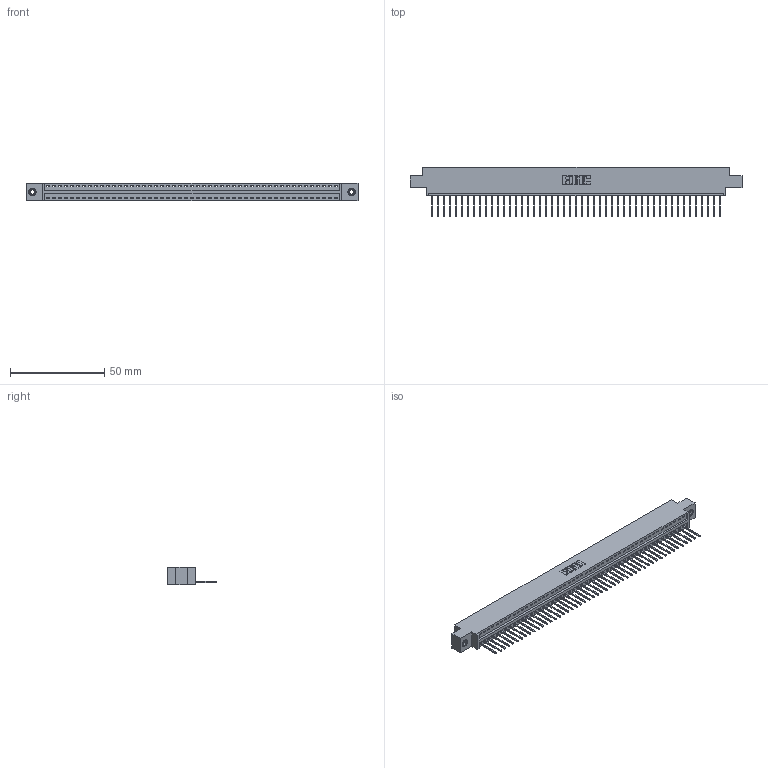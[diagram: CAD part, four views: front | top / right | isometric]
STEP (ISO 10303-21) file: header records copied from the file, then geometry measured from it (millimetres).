
FILE_DESCRIPTION (( 'STEP AP203' ), '1' );
FILE_NAME ('396-049-522-608.STEP', '2018-09-08T01:57:20', ( '' ), ( '' ), 'SwSTEP 2.0', 'SolidWorks 2016', '' );
FILE_SCHEMA (( 'CONFIG_CONTROL_DESIGN' ));
Length unit declared in the file: inch
Products named in the file (4): 346 Part_0.170 Offset - 0.156 Dia-TI; 345-292-001_345-293-122; 345-250-001_345-250-003-102; 396-049-522-608
Assembly tree (52 placements, depth 2):
  396-049-522-608
    346 Part_0.170 Offset - 0.156 Dia-TI
    345-292-001_345-293-122  x49
    345-250-001_345-250-003-102  x2
Bounding box: 176.15 x 26.42 x 9.4 mm (x, y, z)
Volume: 16754.6 mm3; surface area: 21379.1 mm2
Topology: 52 solids, 52 shells, 3028 faces, 9101 edges, 5994 vertices
Faces by surface type: plane 2072, cylinder 940, cone 12, torus 4
Entity records: 30804 total; most frequent: CARTESIAN_POINT 5262, ORIENTED_EDGE 5238, DIRECTION 4659, EDGE_CURVE 2619, VECTOR 2271, LINE 2271, VERTEX_POINT 1740, AXIS2_PLACEMENT_3D 1194
